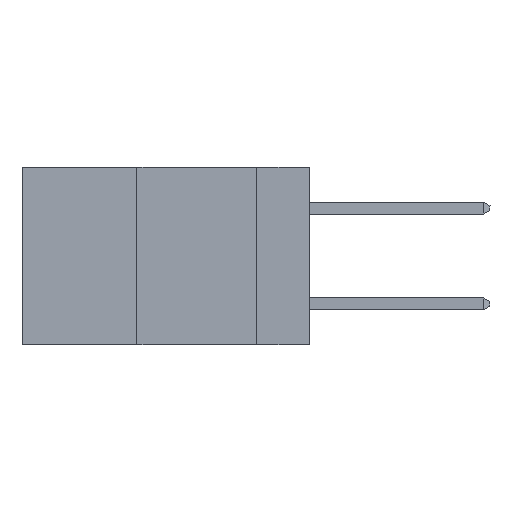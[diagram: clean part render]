
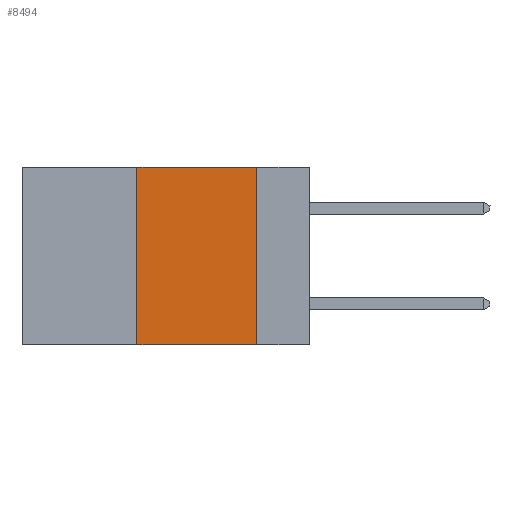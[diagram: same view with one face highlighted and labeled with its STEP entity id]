
A CAD part, left-side view. The second image highlights one B-rep face of the part: STEP entity #8494.
In plain terms, the highlighted planar face has unit normal (-1, 0, 0).
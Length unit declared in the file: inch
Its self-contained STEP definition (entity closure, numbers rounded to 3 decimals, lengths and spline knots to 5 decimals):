
#93 = LINE ( 'NONE', #1905, #10758 ) ;
#320 = DIRECTION ( 'NONE',  ( 0., 0., 1. ) ) ;
#631 = CARTESIAN_POINT ( 'NONE',  ( 0., 0.36, 0. ) ) ;
#693 = VERTEX_POINT ( 'NONE', #8238 ) ;
#1081 = CARTESIAN_POINT ( 'NONE',  ( 0., 0.6, -0.37 ) ) ;
#1690 = ORIENTED_EDGE ( 'NONE', *, *, #5874, .F. ) ;
#1770 = ORIENTED_EDGE ( 'NONE', *, *, #6632, .F. ) ;
#1789 = ORIENTED_EDGE ( 'NONE', *, *, #3467, .F. ) ;
#1870 = ORIENTED_EDGE ( 'NONE', *, *, #9818, .T. ) ;
#1905 = CARTESIAN_POINT ( 'NONE',  ( 0., 0.11, 0. ) ) ;
#2160 = CARTESIAN_POINT ( 'NONE',  ( 0., 0.36, -0.37 ) ) ;
#2903 = LINE ( 'NONE', #1081, #10849 ) ;
#3126 = CARTESIAN_POINT ( 'NONE',  ( 0., 0.11, -0.37 ) ) ;
#3237 = CARTESIAN_POINT ( 'NONE',  ( 0., 0.6, 0. ) ) ;
#3290 = EDGE_LOOP ( 'NONE', ( #1690, #1770, #1789, #1870 ) ) ;
#3467 = EDGE_CURVE ( 'NONE', #6713, #693, #8562, .T. ) ;
#3847 = DIRECTION ( 'NONE',  ( 0., -1., 0. ) ) ;
#3866 = FACE_OUTER_BOUND ( 'NONE', #3290, .T. ) ;
#4104 = DIRECTION ( 'NONE',  ( 1., 0., 0. ) ) ;
#5874 = EDGE_CURVE ( 'NONE', #8579, #9981, #93, .T. ) ;
#6148 = VECTOR ( 'NONE', #320, 39.37008 ) ;
#6149 = AXIS2_PLACEMENT_3D ( 'NONE', #3237, #4104, #9894 ) ;
#6348 = DIRECTION ( 'NONE',  ( 0., -1., 0. ) ) ;
#6452 = CARTESIAN_POINT ( 'NONE',  ( 0., 0.6, 0. ) ) ;
#6632 = EDGE_CURVE ( 'NONE', #693, #8579, #10182, .T. ) ;
#6713 = VERTEX_POINT ( 'NONE', #2160 ) ;
#8098 = VECTOR ( 'NONE', #3847, 39.37008 ) ;
#8238 = CARTESIAN_POINT ( 'NONE',  ( 0., 0.36, 0. ) ) ;
#8494 = ADVANCED_FACE ( 'NONE', ( #3866 ), #9138, .F. ) ;
#8562 = LINE ( 'NONE', #631, #6148 ) ;
#8579 = VERTEX_POINT ( 'NONE', #10779 ) ;
#9138 = PLANE ( 'NONE',  #6149 ) ;
#9818 = EDGE_CURVE ( 'NONE', #6713, #9981, #2903, .T. ) ;
#9894 = DIRECTION ( 'NONE',  ( 0., 0., -1. ) ) ;
#9981 = VERTEX_POINT ( 'NONE', #3126 ) ;
#10182 = LINE ( 'NONE', #6452, #8098 ) ;
#10208 = DIRECTION ( 'NONE',  ( 0., 0., -1. ) ) ;
#10758 = VECTOR ( 'NONE', #10208, 39.37008 ) ;
#10779 = CARTESIAN_POINT ( 'NONE',  ( 0., 0.11, 0. ) ) ;
#10849 = VECTOR ( 'NONE', #6348, 39.37008 ) ;
